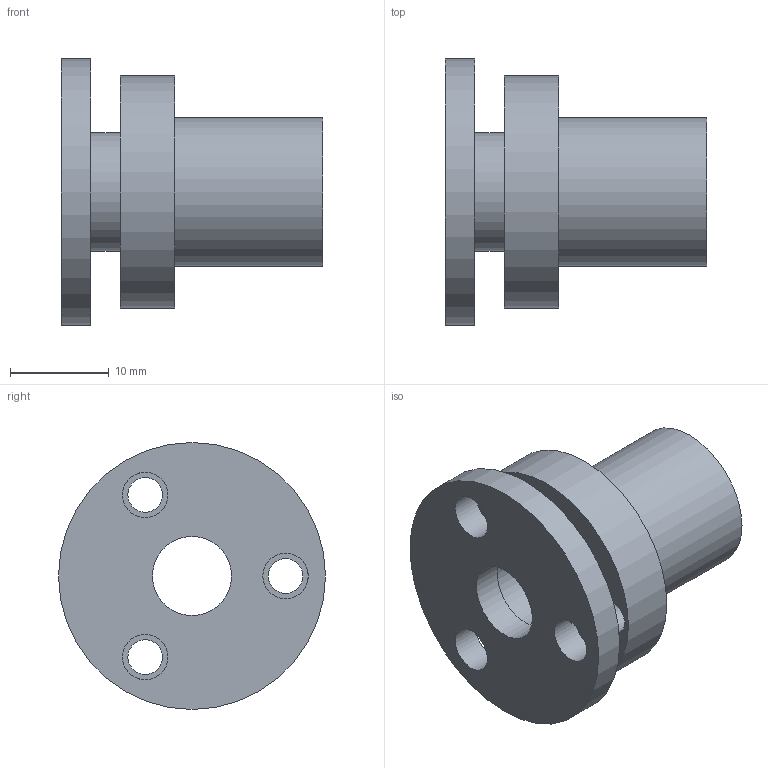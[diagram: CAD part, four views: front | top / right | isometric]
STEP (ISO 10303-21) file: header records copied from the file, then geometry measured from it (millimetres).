
FILE_DESCRIPTION(('FreeCAD Model'),'2;1');
FILE_NAME( 'Connector.step', '2017-05-05T11:08:03',('Author'),(''), 'Open CASCADE STEP processor 7.1','FreeCAD','Unknown');
FILE_SCHEMA(('AUTOMOTIVE_DESIGN_CC2 { 1 2 10303 214 -1 1 5 4 }'));
Length unit declared in the file: millimetre
Products named in the file (1): Pad035
Bounding box: 26.5 x 27 x 27 mm (x, y, z)
Volume: 5452.9 mm3; surface area: 3986.4 mm2
Topology: 1 solids, 1 shells, 19 faces, 39 edges, 25 vertices
Faces by surface type: cylinder 14, plane 5
Full cylindrical faces by diameter (mm): 3.5 x3, 4.6 x3, 8 x4, 12 x1, 15 x1, 23.5 x1, 27 x1
Entity records: 1136 total; most frequent: CARTESIAN_POINT 294, DIRECTION 160, ORIENTED_EDGE 78, PCURVE 78, DEFINITIONAL_REPRESENTATION 78, LINE 70, VECTOR 70, AXIS2_PLACEMENT_3D 45
